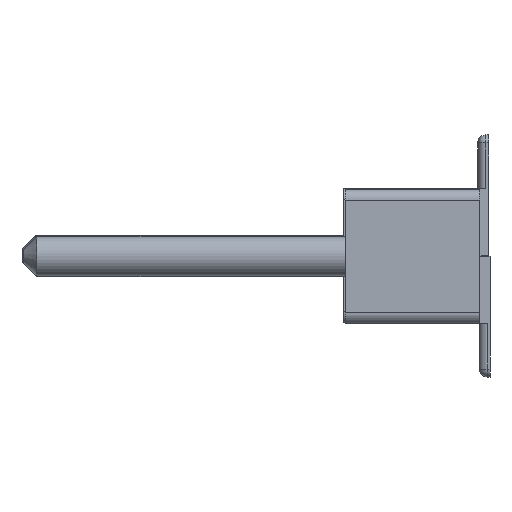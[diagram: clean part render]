
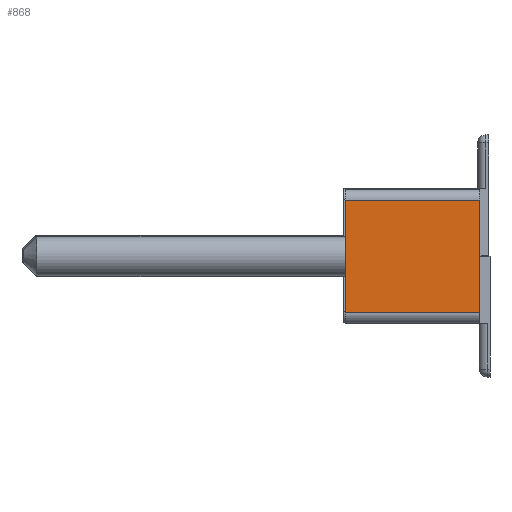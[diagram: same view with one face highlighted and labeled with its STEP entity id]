
A CAD part, left-side view. The second image highlights one B-rep face of the part: STEP entity #868.
In plain terms, the highlighted planar face has unit normal (-1, 0, 0).
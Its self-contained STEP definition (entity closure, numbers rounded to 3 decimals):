
#2 = CARTESIAN_POINT ( 'NONE',  ( -1.447, 2.5, 1.05 ) ) ;
#31 = CARTESIAN_POINT ( 'NONE',  ( -1.447, 2.5, -1.05 ) ) ;
#187 = VECTOR ( 'NONE', #710, 1000. ) ;
#225 = ORIENTED_EDGE ( 'NONE', *, *, #922, .F. ) ;
#297 = DIRECTION ( 'NONE',  ( 0., -1., 0. ) ) ;
#304 = VERTEX_POINT ( 'NONE', #340 ) ;
#305 = CARTESIAN_POINT ( 'NONE',  ( -1.447, 2.5, -1.05 ) ) ;
#340 = CARTESIAN_POINT ( 'NONE',  ( -1.447, 0., 1.05 ) ) ;
#400 = ORIENTED_EDGE ( 'NONE', *, *, #1113, .T. ) ;
#436 = LINE ( 'NONE', #1360, #546 ) ;
#497 = LINE ( 'NONE', #2, #1066 ) ;
#501 = AXIS2_PLACEMENT_3D ( 'NONE', #603, #714, #826 ) ;
#546 = VECTOR ( 'NONE', #1226, 1000. ) ;
#603 = CARTESIAN_POINT ( 'NONE',  ( -1.447, 2.5, -1.05 ) ) ;
#625 = EDGE_CURVE ( 'NONE', #783, #304, #497, .T. ) ;
#680 = VECTOR ( 'NONE', #297, 1000. ) ;
#710 = DIRECTION ( 'NONE',  ( 0., 0., 1. ) ) ;
#714 = DIRECTION ( 'NONE',  ( 1., 0., 0. ) ) ;
#771 = CARTESIAN_POINT ( 'NONE',  ( -1.447, 0., -1.05 ) ) ;
#774 = FACE_OUTER_BOUND ( 'NONE', #1411, .T. ) ;
#775 = DIRECTION ( 'NONE',  ( 0., -1., 0. ) ) ;
#783 = VERTEX_POINT ( 'NONE', #919 ) ;
#809 = PLANE ( 'NONE',  #501 ) ;
#826 = DIRECTION ( 'NONE',  ( 0., 0., -1. ) ) ;
#853 = LINE ( 'NONE', #31, #187 ) ;
#868 = ADVANCED_FACE ( 'NONE', ( #774 ), #809, .F. ) ;
#888 = CARTESIAN_POINT ( 'NONE',  ( -1.447, 2.5, -1.05 ) ) ;
#919 = CARTESIAN_POINT ( 'NONE',  ( -1.447, 2.5, 1.05 ) ) ;
#922 = EDGE_CURVE ( 'NONE', #1384, #783, #853, .T. ) ;
#970 = LINE ( 'NONE', #305, #680 ) ;
#1066 = VECTOR ( 'NONE', #775, 1000. ) ;
#1113 = EDGE_CURVE ( 'NONE', #1384, #1458, #970, .T. ) ;
#1192 = ORIENTED_EDGE ( 'NONE', *, *, #625, .F. ) ;
#1226 = DIRECTION ( 'NONE',  ( 0., 0., 1. ) ) ;
#1360 = CARTESIAN_POINT ( 'NONE',  ( -1.447, 0., -1.05 ) ) ;
#1384 = VERTEX_POINT ( 'NONE', #888 ) ;
#1411 = EDGE_LOOP ( 'NONE', ( #1462, #1192, #225, #400 ) ) ;
#1435 = EDGE_CURVE ( 'NONE', #1458, #304, #436, .T. ) ;
#1458 = VERTEX_POINT ( 'NONE', #771 ) ;
#1462 = ORIENTED_EDGE ( 'NONE', *, *, #1435, .T. ) ;
